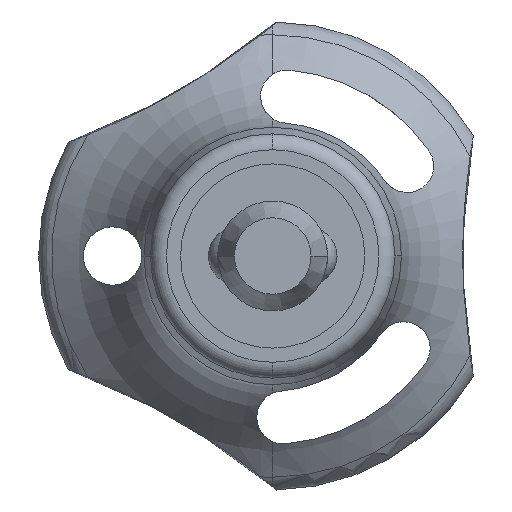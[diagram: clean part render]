
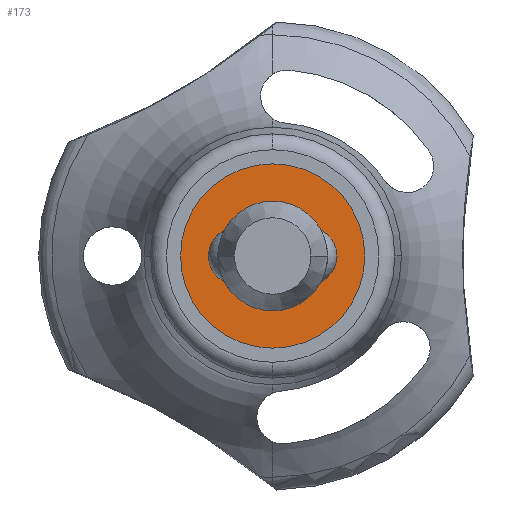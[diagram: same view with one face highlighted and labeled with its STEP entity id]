
A CAD part, front view. The second image highlights one B-rep face of the part: STEP entity #173.
In plain terms, the highlighted planar face has unit normal (0, -1, 0).
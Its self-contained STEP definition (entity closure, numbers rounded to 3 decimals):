
#173=ADVANCED_FACE('',(#349,#350),#351,.T.);
#349=FACE_OUTER_BOUND('',#521,.T.);
#350=FACE_BOUND('',#522,.T.);
#351=PLANE('',#523);
#521=EDGE_LOOP('',(#1017,#1018));
#522=EDGE_LOOP('',(#1019,#1020));
#523=AXIS2_PLACEMENT_3D('',#1021,#1022,#1023);
#1017=ORIENTED_EDGE('',*,*,#1253,.F.);
#1018=ORIENTED_EDGE('',*,*,#1101,.F.);
#1019=ORIENTED_EDGE('',*,*,#1197,.T.);
#1020=ORIENTED_EDGE('',*,*,#1247,.T.);
#1021=CARTESIAN_POINT('',(-2.0,0.0,0.0));
#1022=DIRECTION('',(0.,-1.0,0.0));
#1023=DIRECTION('',(1.0,0.,0.0));
#1101=EDGE_CURVE('',#1341,#1339,#1343,.T.);
#1197=EDGE_CURVE('',#1485,#1487,#1489,.T.);
#1247=EDGE_CURVE('',#1487,#1485,#1551,.T.);
#1253=EDGE_CURVE('',#1339,#1341,#1559,.T.);
#1339=VERTEX_POINT('',#1946);
#1341=VERTEX_POINT('',#1949);
#1343=CIRCLE('',#1952,4.0);
#1485=VERTEX_POINT('',#3255);
#1487=VERTEX_POINT('',#3258);
#1489=CIRCLE('',#3261,2.381);
#1551=CIRCLE('',#3675,2.381);
#1559=CIRCLE('',#3733,4.0);
#1946=CARTESIAN_POINT('',(-4.0,0.0,0.0));
#1949=CARTESIAN_POINT('',(4.0,0.,0.));
#1952=AXIS2_PLACEMENT_3D('',#3806,#3807,#3808);
#3255=CARTESIAN_POINT('',(0.,0.0,-2.381));
#3258=CARTESIAN_POINT('',(0.,0.,2.381));
#3261=AXIS2_PLACEMENT_3D('',#3901,#3902,#3903);
#3675=AXIS2_PLACEMENT_3D('',#3940,#3941,#3942);
#3733=AXIS2_PLACEMENT_3D('',#3943,#3944,#3945);
#3806=CARTESIAN_POINT('',(0.,0.0,0.0));
#3807=DIRECTION('',(0.,1.0,0.0));
#3808=DIRECTION('',(-1.0,0.,0.0));
#3901=CARTESIAN_POINT('',(0.,0.0,0.0));
#3902=DIRECTION('',(0.,1.0,0.0));
#3903=DIRECTION('',(0.0,0.0,-1.0));
#3940=CARTESIAN_POINT('',(0.,0.0,0.0));
#3941=DIRECTION('',(0.,1.0,0.0));
#3942=DIRECTION('',(0.0,0.0,-1.0));
#3943=CARTESIAN_POINT('',(0.,0.0,0.0));
#3944=DIRECTION('',(0.,1.0,0.0));
#3945=DIRECTION('',(-1.0,0.,0.0));
